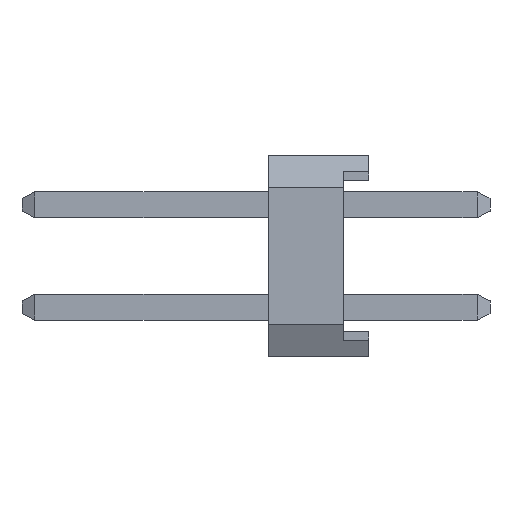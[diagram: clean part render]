
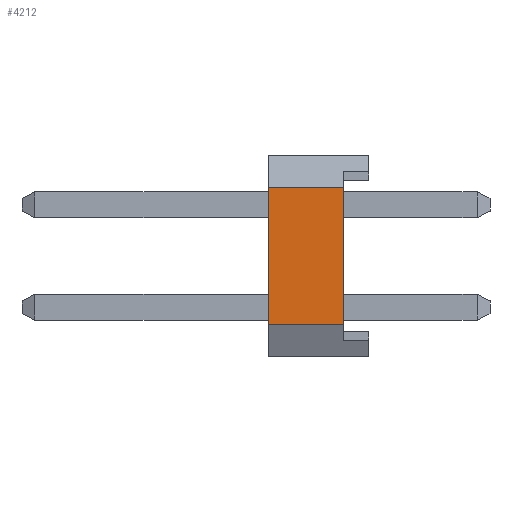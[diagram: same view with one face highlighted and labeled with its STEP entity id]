
A CAD part, left-side view. The second image highlights one B-rep face of the part: STEP entity #4212.
In plain terms, the highlighted planar face has unit normal (-1, 0, 0).
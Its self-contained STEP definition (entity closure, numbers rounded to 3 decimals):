
#45=DIRECTION('',(0.,1.,0.));
#46=VECTOR('',#45,1.88);
#47=CARTESIAN_POINT('',(0.125,0.62,-4.201));
#48=LINE('',#47,#46);
#89=DIRECTION('',(0.,0.,-1.));
#90=VECTOR('',#89,3.401);
#91=CARTESIAN_POINT('',(0.125,2.5,-0.799));
#92=LINE('',#91,#90);
#525=DIRECTION('',(0.,0.,1.));
#526=VECTOR('',#525,3.401);
#527=CARTESIAN_POINT('',(0.125,0.62,-4.201));
#528=LINE('',#527,#526);
#553=DIRECTION('',(0.,1.,0.));
#554=VECTOR('',#553,1.88);
#555=CARTESIAN_POINT('',(0.125,0.62,-0.799));
#556=LINE('',#555,#554);
#3165=CARTESIAN_POINT('',(0.125,0.62,-4.201));
#3166=CARTESIAN_POINT('',(0.125,2.5,-4.201));
#3167=VERTEX_POINT('',#3165);
#3168=VERTEX_POINT('',#3166);
#3169=CARTESIAN_POINT('',(0.125,0.62,-0.799));
#3170=CARTESIAN_POINT('',(0.125,2.5,-0.799));
#3171=VERTEX_POINT('',#3169);
#3172=VERTEX_POINT('',#3170);
#4198=CARTESIAN_POINT('',(0.125,1.56,-2.5));
#4199=DIRECTION('',(1.,0.,0.));
#4200=DIRECTION('',(0.,0.,1.));
#4201=AXIS2_PLACEMENT_3D('',#4198,#4199,#4200);
#4202=PLANE('',#4201);
#4204=ORIENTED_EDGE('',*,*,#4203,.F.);
#4206=ORIENTED_EDGE('',*,*,#4205,.F.);
#4208=ORIENTED_EDGE('',*,*,#4207,.F.);
#4209=ORIENTED_EDGE('',*,*,#4185,.T.);
#4210=EDGE_LOOP('',(#4204,#4206,#4208,#4209));
#4211=FACE_OUTER_BOUND('',#4210,.F.);
#4212=ADVANCED_FACE('',(#4211),#4202,.F.);
#4185=EDGE_CURVE('',#3167,#3168,#48,.T.);
#4203=EDGE_CURVE('',#3172,#3168,#92,.T.);
#4205=EDGE_CURVE('',#3171,#3172,#556,.T.);
#4207=EDGE_CURVE('',#3167,#3171,#528,.T.);
